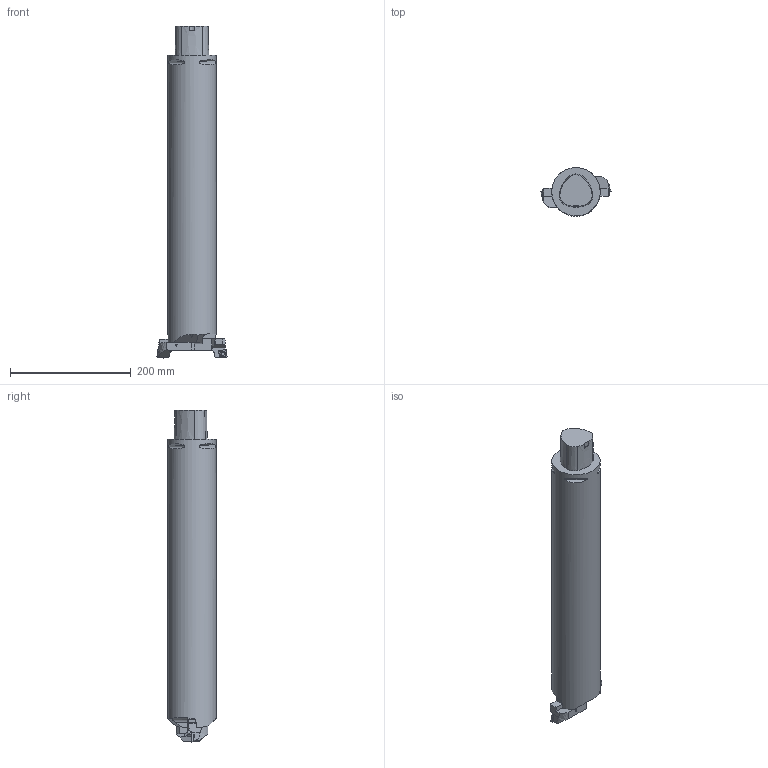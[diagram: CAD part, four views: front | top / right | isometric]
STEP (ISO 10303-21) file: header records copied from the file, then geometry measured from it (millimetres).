
FILE_DESCRIPTION(/* description */ (''),/* implementation_level */ '2;1');
FILE_NAME(/* name */ '1548172111230.stp',/* time_stamp */ '2019-01-22T16:48:49+01:00',/* author */ (''),/* organization */ ('SMS'),/* preprocessor_version */ 'ST-DEVELOPER v15',/* originating_system */ 'SIEMENS PLM Software NX 8.5',/* authorisation */ '');
FILE_SCHEMA (('AUTOMOTIVE_DESIGN { 1 0 10303 214 3 1 1 1 }'));
Length unit declared in the file: millimetre
Products named in the file (10): ASSEMBLY_CONSTRUCTION; 201031353mod000_00; 201012610mod000_00; 201030298mod000_00; 201110114mod000_00; 201031374mod000_01; 201030484mod000_01; 202020503mod000_00
Assembly tree (10 placements, depth 3):
  202020503mod000_00
    201030484mod000_01
      201030298mod000_00
      201012610mod000_00
      ASSEMBLY_CONSTRUCTION
    201031374mod000_01
      201031353mod000_00
      201012610mod000_00
      ASSEMBLY_CONSTRUCTION
    201110114mod000_00
    ASSEMBLY_CONSTRUCTION
Bounding box: 115.95 x 79.99 x 549.21 mm (x, y, z)
Volume: 2518521.4 mm3; surface area: 152497 mm2
Topology: 5 solids, 5 shells, 256 faces, 679 edges, 476 vertices
Faces by surface type: plane 175, cone 26, cylinder 21, extrusion 18, torus 16
Full cylindrical faces by diameter (mm): 4 x4, 80 x1
Entity records: 7882 total; most frequent: CARTESIAN_POINT 2031, ORIENTED_EDGE 1146, DIRECTION 1069, EDGE_CURVE 573, VERTEX_POINT 401, VECTOR 375, LINE 357, AXIS2_PLACEMENT_3D 347
